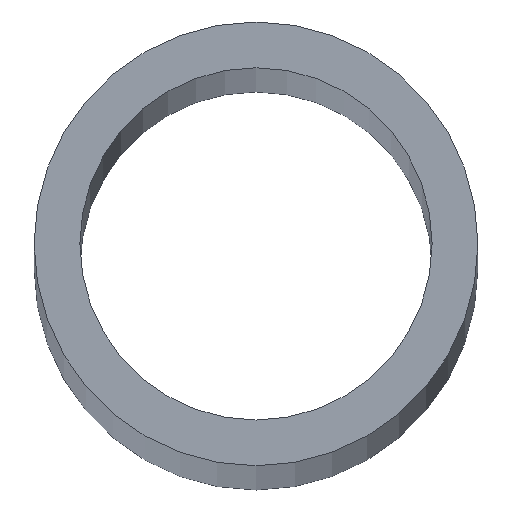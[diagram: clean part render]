
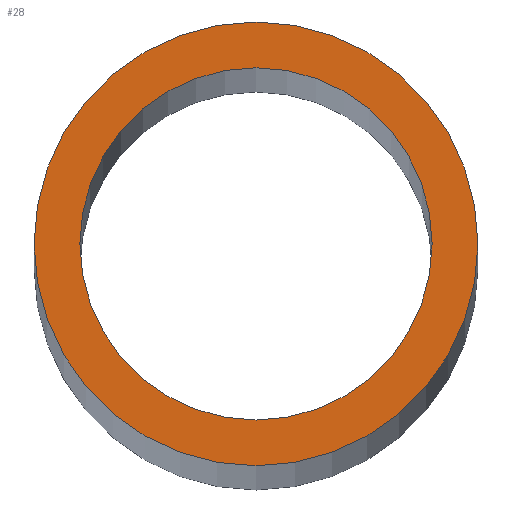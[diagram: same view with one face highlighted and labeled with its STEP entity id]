
A CAD part, top view. The second image highlights one B-rep face of the part: STEP entity #28.
In plain terms, the highlighted face is planar.
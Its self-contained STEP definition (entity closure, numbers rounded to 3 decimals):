
#28 = ADVANCED_FACE('',(#29,#65),#42,.F.);
#29 = FACE_BOUND('',#30,.T.);
#30 = EDGE_LOOP('',(#31));
#31 = ORIENTED_EDGE('',*,*,#32,.T.);
#32 = EDGE_CURVE('',#33,#33,#35,.T.);
#33 = VERTEX_POINT('',#34);
#34 = CARTESIAN_POINT('',(6.35,531.,0.));
#35 = SURFACE_CURVE('',#36,(#41,#53),.PCURVE_S1.);
#36 = CIRCLE('',#37,6.35);
#37 = AXIS2_PLACEMENT_3D('',#38,#39,#40);
#38 = CARTESIAN_POINT('',(0.,531.,0.));
#39 = DIRECTION('',(0.,-1.,0.));
#40 = DIRECTION('',(1.,0.,0.));
#41 = PCURVE('',#42,#47);
#42 = PLANE('',#43);
#43 = AXIS2_PLACEMENT_3D('',#44,#45,#46);
#44 = CARTESIAN_POINT('',(0.,531.,0.));
#45 = DIRECTION('',(0.,-1.,0.));
#46 = DIRECTION('',(1.,0.,0.));
#47 = DEFINITIONAL_REPRESENTATION('',(#48),#52);
#48 = CIRCLE('',#49,6.35);
#49 = AXIS2_PLACEMENT_2D('',#50,#51);
#50 = CARTESIAN_POINT('',(0.,0.));
#51 = DIRECTION('',(1.,0.));
#52 = ( GEOMETRIC_REPRESENTATION_CONTEXT(2) 
PARAMETRIC_REPRESENTATION_CONTEXT() REPRESENTATION_CONTEXT('2D SPACE',''
  ) );
#53 = PCURVE('',#54,#59);
#54 = CYLINDRICAL_SURFACE('',#55,6.35);
#55 = AXIS2_PLACEMENT_3D('',#56,#57,#58);
#56 = CARTESIAN_POINT('',(0.,31.,0.));
#57 = DIRECTION('',(0.,1.,0.));
#58 = DIRECTION('',(1.,0.,0.));
#59 = DEFINITIONAL_REPRESENTATION('',(#60),#64);
#60 = LINE('',#61,#62);
#61 = CARTESIAN_POINT('',(0.,500.));
#62 = VECTOR('',#63,1.);
#63 = DIRECTION('',(-1.,0.));
#64 = ( GEOMETRIC_REPRESENTATION_CONTEXT(2) 
PARAMETRIC_REPRESENTATION_CONTEXT() REPRESENTATION_CONTEXT('2D SPACE',''
  ) );
#65 = FACE_BOUND('',#66,.T.);
#66 = EDGE_LOOP('',(#67));
#67 = ORIENTED_EDGE('',*,*,#68,.F.);
#68 = EDGE_CURVE('',#69,#69,#71,.T.);
#69 = VERTEX_POINT('',#70);
#70 = CARTESIAN_POINT('',(8.,531.,0.));
#71 = SURFACE_CURVE('',#72,(#77,#84),.PCURVE_S1.);
#72 = CIRCLE('',#73,8.);
#73 = AXIS2_PLACEMENT_3D('',#74,#75,#76);
#74 = CARTESIAN_POINT('',(0.,531.,0.));
#75 = DIRECTION('',(0.,-1.,0.));
#76 = DIRECTION('',(1.,0.,0.));
#77 = PCURVE('',#42,#78);
#78 = DEFINITIONAL_REPRESENTATION('',(#79),#83);
#79 = CIRCLE('',#80,8.);
#80 = AXIS2_PLACEMENT_2D('',#81,#82);
#81 = CARTESIAN_POINT('',(0.,0.));
#82 = DIRECTION('',(1.,0.));
#83 = ( GEOMETRIC_REPRESENTATION_CONTEXT(2) 
PARAMETRIC_REPRESENTATION_CONTEXT() REPRESENTATION_CONTEXT('2D SPACE',''
  ) );
#84 = PCURVE('',#85,#90);
#85 = CYLINDRICAL_SURFACE('',#86,8.);
#86 = AXIS2_PLACEMENT_3D('',#87,#88,#89);
#87 = CARTESIAN_POINT('',(0.,531.,0.));
#88 = DIRECTION('',(0.,-1.,0.));
#89 = DIRECTION('',(1.,0.,0.));
#90 = DEFINITIONAL_REPRESENTATION('',(#91),#95);
#91 = LINE('',#92,#93);
#92 = CARTESIAN_POINT('',(0.,0.));
#93 = VECTOR('',#94,1.);
#94 = DIRECTION('',(1.,0.));
#95 = ( GEOMETRIC_REPRESENTATION_CONTEXT(2) 
PARAMETRIC_REPRESENTATION_CONTEXT() REPRESENTATION_CONTEXT('2D SPACE',''
  ) );
